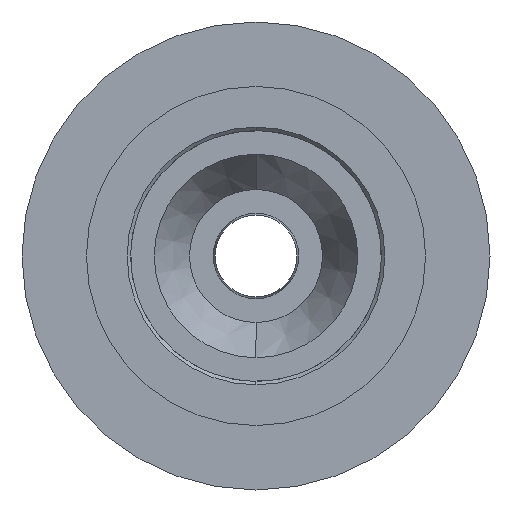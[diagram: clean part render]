
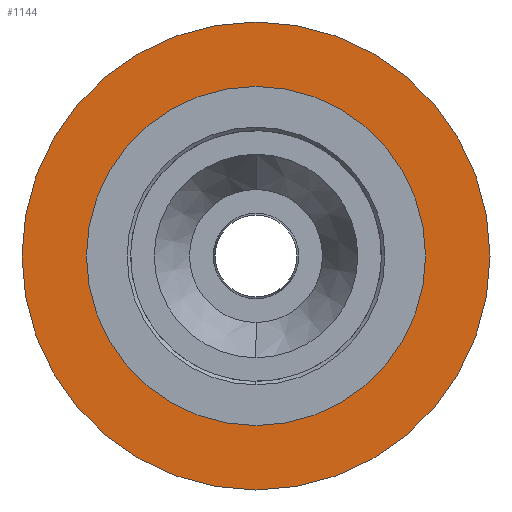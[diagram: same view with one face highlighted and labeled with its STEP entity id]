
A CAD part, left-side view. The second image highlights one B-rep face of the part: STEP entity #1144.
In plain terms, the highlighted planar face has unit normal (-1, 0, 0).
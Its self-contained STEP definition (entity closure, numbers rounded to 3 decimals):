
#43 = CIRCLE ( 'NONE', #1136, 34.5 ) ;
#45 = EDGE_CURVE ( 'NONE', #136, #539, #43, .T. ) ;
#47 = VERTEX_POINT ( 'NONE', #760 ) ;
#59 = ORIENTED_EDGE ( 'NONE', *, *, #806, .F. ) ;
#73 = CARTESIAN_POINT ( 'NONE',  ( 1.7, 0., -34.5 ) ) ;
#107 = DIRECTION ( 'NONE',  ( -1., 0., 0. ) ) ;
#131 = FACE_BOUND ( 'NONE', #327, .T. ) ;
#136 = VERTEX_POINT ( 'NONE', #73 ) ;
#178 = DIRECTION ( 'NONE',  ( 0., 0., 1. ) ) ;
#183 = EDGE_LOOP ( 'NONE', ( #598, #1158 ) ) ;
#197 = CARTESIAN_POINT ( 'NONE',  ( 1.7, 0., 0. ) ) ;
#199 = AXIS2_PLACEMENT_3D ( 'NONE', #406, #1105, #697 ) ;
#225 = CARTESIAN_POINT ( 'NONE',  ( 1.7, 0., 34.5 ) ) ;
#238 = DIRECTION ( 'NONE',  ( 0., 0., -1. ) ) ;
#246 = EDGE_CURVE ( 'NONE', #539, #136, #651, .T. ) ;
#327 = EDGE_LOOP ( 'NONE', ( #59, #672 ) ) ;
#406 = CARTESIAN_POINT ( 'NONE',  ( 1.7, 0., 0. ) ) ;
#458 = DIRECTION ( 'NONE',  ( -1., 0., 0. ) ) ;
#462 = DIRECTION ( 'NONE',  ( 0., 0., 1. ) ) ;
#488 = AXIS2_PLACEMENT_3D ( 'NONE', #197, #107, #1098 ) ;
#539 = VERTEX_POINT ( 'NONE', #225 ) ;
#598 = ORIENTED_EDGE ( 'NONE', *, *, #246, .T. ) ;
#632 = FACE_OUTER_BOUND ( 'NONE', #183, .T. ) ;
#641 = CIRCLE ( 'NONE', #199, 25. ) ;
#651 = CIRCLE ( 'NONE', #752, 34.5 ) ;
#672 = ORIENTED_EDGE ( 'NONE', *, *, #885, .F. ) ;
#697 = DIRECTION ( 'NONE',  ( 0., 0., 1. ) ) ;
#720 = CARTESIAN_POINT ( 'NONE',  ( 1.7, 0., -25. ) ) ;
#752 = AXIS2_PLACEMENT_3D ( 'NONE', #1161, #1057, #178 ) ;
#760 = CARTESIAN_POINT ( 'NONE',  ( 1.7, 0., 25. ) ) ;
#806 = EDGE_CURVE ( 'NONE', #47, #1166, #1163, .T. ) ;
#809 = DIRECTION ( 'NONE',  ( 1., 0., 0. ) ) ;
#816 = CARTESIAN_POINT ( 'NONE',  ( 1.7, 25., 0. ) ) ;
#885 = EDGE_CURVE ( 'NONE', #1166, #47, #641, .T. ) ;
#1057 = DIRECTION ( 'NONE',  ( -1., 0., 0. ) ) ;
#1098 = DIRECTION ( 'NONE',  ( 0., 0., 1. ) ) ;
#1105 = DIRECTION ( 'NONE',  ( -1., 0., 0. ) ) ;
#1136 = AXIS2_PLACEMENT_3D ( 'NONE', #1170, #458, #462 ) ;
#1144 = ADVANCED_FACE ( 'NONE', ( #131, #632 ), #1227, .F. ) ;
#1158 = ORIENTED_EDGE ( 'NONE', *, *, #45, .T. ) ;
#1161 = CARTESIAN_POINT ( 'NONE',  ( 1.7, 0., 0. ) ) ;
#1163 = CIRCLE ( 'NONE', #488, 25. ) ;
#1166 = VERTEX_POINT ( 'NONE', #720 ) ;
#1170 = CARTESIAN_POINT ( 'NONE',  ( 1.7, 0., 0. ) ) ;
#1227 = PLANE ( 'NONE',  #1269 ) ;
#1269 = AXIS2_PLACEMENT_3D ( 'NONE', #816, #809, #238 ) ;
